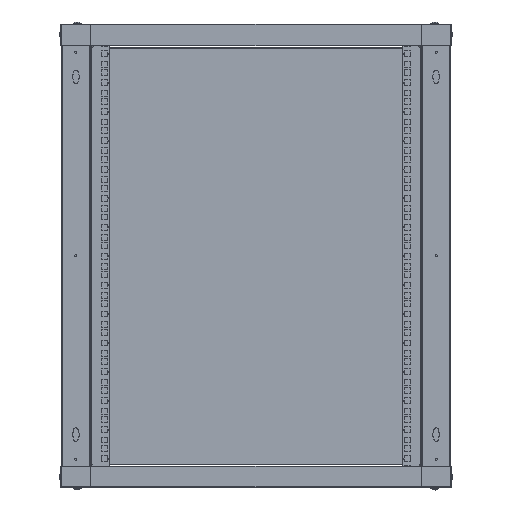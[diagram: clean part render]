
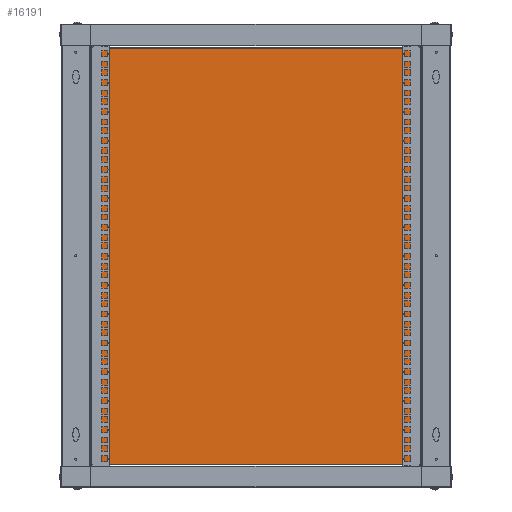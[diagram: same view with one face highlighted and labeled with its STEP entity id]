
A CAD part, top view. The second image highlights one B-rep face of the part: STEP entity #16191.
In plain terms, the highlighted face is planar.
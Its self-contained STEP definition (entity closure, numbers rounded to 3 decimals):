
#506 = DIRECTION ( 'NONE',  ( 1., 0., 0. ) ) ;
#2543 = VECTOR ( 'NONE', #53613, 1000. ) ;
#3326 = AXIS2_PLACEMENT_3D ( 'NONE', #13049, #23415, #64647 ) ;
#4248 = DIRECTION ( 'NONE',  ( -1., 0., 0. ) ) ;
#4986 = CARTESIAN_POINT ( 'NONE',  ( 0., 0., 0. ) ) ;
#5447 = CARTESIAN_POINT ( 'NONE',  ( -294.6, -320.1, 0. ) ) ;
#5917 = CARTESIAN_POINT ( 'NONE',  ( 0., 320.1, 0. ) ) ;
#6999 = AXIS2_PLACEMENT_3D ( 'NONE', #4986, #56351, #61946 ) ;
#7490 = CARTESIAN_POINT ( 'NONE',  ( 294.6, 0., 0. ) ) ;
#10045 = VERTEX_POINT ( 'NONE', #11935 ) ;
#10096 = CARTESIAN_POINT ( 'NONE',  ( -252.5, 0., 0. ) ) ;
#10222 = CARTESIAN_POINT ( 'NONE',  ( -294.6, 320.1, 0. ) ) ;
#11935 = CARTESIAN_POINT ( 'NONE',  ( -243., 0., 0. ) ) ;
#12208 = DIRECTION ( 'NONE',  ( -1., 0., 0. ) ) ;
#12990 = LINE ( 'NONE', #43102, #37171 ) ;
#13049 = CARTESIAN_POINT ( 'NONE',  ( -252.5, 0., 0. ) ) ;
#13588 = ORIENTED_EDGE ( 'NONE', *, *, #55451, .T. ) ;
#14388 = EDGE_LOOP ( 'NONE', ( #49283, #62044, #13588, #58996 ) ) ;
#14543 = EDGE_CURVE ( 'NONE', #30198, #59478, #15874, .T. ) ;
#15874 = LINE ( 'NONE', #5917, #29631 ) ;
#16191 = ADVANCED_FACE ( 'NONE', ( #65619, #51093 ), #40803, .F. ) ;
#17608 = EDGE_CURVE ( 'NONE', #39121, #22661, #12990, .T. ) ;
#19954 = ORIENTED_EDGE ( 'NONE', *, *, #23184, .F. ) ;
#22661 = VERTEX_POINT ( 'NONE', #5447 ) ;
#22744 = CARTESIAN_POINT ( 'NONE',  ( 294.6, 320.1, 0. ) ) ;
#22910 = EDGE_CURVE ( 'NONE', #65934, #10045, #35613, .T. ) ;
#23184 = EDGE_CURVE ( 'NONE', #10045, #65934, #43642, .T. ) ;
#23415 = DIRECTION ( 'NONE',  ( 0., 0., -1. ) ) ;
#27713 = CARTESIAN_POINT ( 'NONE',  ( -262., 0., 0. ) ) ;
#28169 = VECTOR ( 'NONE', #43524, 1000. ) ;
#29631 = VECTOR ( 'NONE', #506, 1000. ) ;
#30198 = VERTEX_POINT ( 'NONE', #10222 ) ;
#33543 = CARTESIAN_POINT ( 'NONE',  ( -294.6, 0., 0. ) ) ;
#35613 = CIRCLE ( 'NONE', #3326, 9.5 ) ;
#35994 = DIRECTION ( 'NONE',  ( 0., 0., -1. ) ) ;
#37171 = VECTOR ( 'NONE', #12208, 1000. ) ;
#39121 = VERTEX_POINT ( 'NONE', #39215 ) ;
#39215 = CARTESIAN_POINT ( 'NONE',  ( 294.6, -320.1, 0. ) ) ;
#40803 = PLANE ( 'NONE',  #6999 ) ;
#41356 = AXIS2_PLACEMENT_3D ( 'NONE', #10096, #35994, #4248 ) ;
#43102 = CARTESIAN_POINT ( 'NONE',  ( 0., -320.1, 0. ) ) ;
#43524 = DIRECTION ( 'NONE',  ( 0., -1., 0. ) ) ;
#43642 = CIRCLE ( 'NONE', #41356, 9.5 ) ;
#49283 = ORIENTED_EDGE ( 'NONE', *, *, #56822, .T. ) ;
#51093 = FACE_BOUND ( 'NONE', #59525, .T. ) ;
#53613 = DIRECTION ( 'NONE',  ( 0., 1., 0. ) ) ;
#55451 = EDGE_CURVE ( 'NONE', #22661, #30198, #63826, .T. ) ;
#56351 = DIRECTION ( 'NONE',  ( 0., 0., 1. ) ) ;
#56822 = EDGE_CURVE ( 'NONE', #59478, #39121, #66015, .T. ) ;
#57052 = ORIENTED_EDGE ( 'NONE', *, *, #22910, .F. ) ;
#58996 = ORIENTED_EDGE ( 'NONE', *, *, #14543, .T. ) ;
#59478 = VERTEX_POINT ( 'NONE', #22744 ) ;
#59525 = EDGE_LOOP ( 'NONE', ( #57052, #19954 ) ) ;
#61946 = DIRECTION ( 'NONE',  ( 1., 0., 0. ) ) ;
#62044 = ORIENTED_EDGE ( 'NONE', *, *, #17608, .T. ) ;
#63826 = LINE ( 'NONE', #33543, #2543 ) ;
#64647 = DIRECTION ( 'NONE',  ( -1., 0., 0. ) ) ;
#65619 = FACE_OUTER_BOUND ( 'NONE', #14388, .T. ) ;
#65934 = VERTEX_POINT ( 'NONE', #27713 ) ;
#66015 = LINE ( 'NONE', #7490, #28169 ) ;
